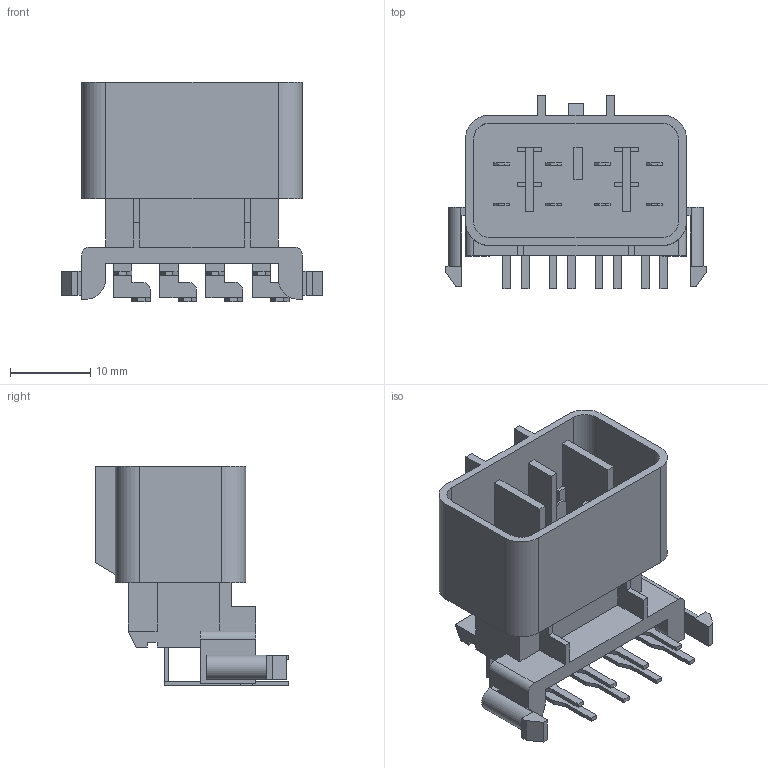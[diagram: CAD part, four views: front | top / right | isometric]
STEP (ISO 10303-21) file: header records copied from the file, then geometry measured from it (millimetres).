
FILE_DESCRIPTION(/* description */ (''),/* implementation_level */ '2;1');
FILE_NAME(/* name */ '8pin connector v5.step',/* time_stamp */ '2022-02-12T20:12:24+13:00',/* author */ (''),/* organization */ (''),/* preprocessor_version */ 'ST-DEVELOPER v18.1',/* originating_system */ 'Autodesk Translation Framework v10.10.0.1391',/* authorisation */ '');
FILE_SCHEMA (('AUTOMOTIVE_DESIGN { 1 0 10303 214 3 1 1 }'));
Length unit declared in the file: millimetre
Products named in the file (2): 8pin connector; Component1
Assembly tree (1 placements, depth 2):
  8pin connector
    Component1
Bounding box: 32.4 x 24.1 x 27.3 mm (x, y, z)
Volume: 4068 mm3; surface area: 6314.2 mm2
Topology: 17 solids, 17 shells, 326 faces, 842 edges, 558 vertices
Faces by surface type: plane 308, cylinder 18
Entity records: 9795 total; most frequent: CARTESIAN_POINT 1729, ORIENTED_EDGE 1684, DIRECTION 1536, EDGE_CURVE 842, LINE 806, VECTOR 806, VERTEX_POINT 558, AXIS2_PLACEMENT_3D 365
